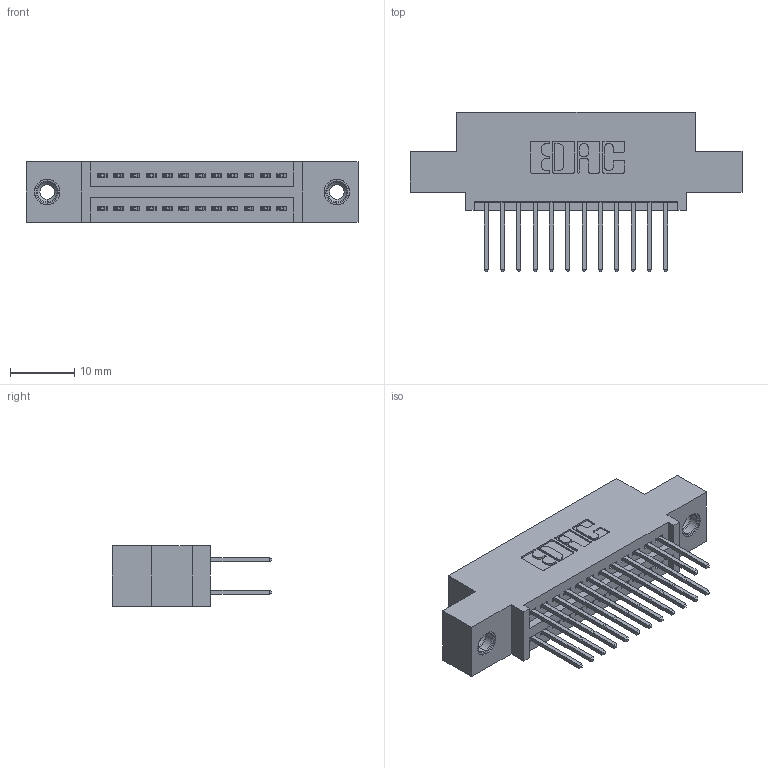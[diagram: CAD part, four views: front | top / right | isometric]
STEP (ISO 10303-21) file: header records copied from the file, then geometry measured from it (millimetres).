
FILE_DESCRIPTION (( 'STEP AP203' ), '1' );
FILE_NAME ('345-024-523-508.STEP', '2019-10-27T16:38:58', ( '' ), ( '' ), 'SwSTEP 2.0', 'SolidWorks 2016', '' );
FILE_SCHEMA (( 'CONFIG_CONTROL_DESIGN' ));
Length unit declared in the file: inch
Products named in the file (4): 345-292-001_345-293-123; 345 Part_0.110 Offset - 0.156 Dia-TI; 345-250-001_345-250-003-102; 345-024-523-508
Assembly tree (27 placements, depth 2):
  345-024-523-508
    345 Part_0.110 Offset - 0.156 Dia-TI
    345-292-001_345-293-123  x24
    345-250-001_345-250-003-102  x2
Bounding box: 51.69 x 24.82 x 9.4 mm (x, y, z)
Volume: 4712 mm3; surface area: 6711 mm2
Topology: 27 solids, 27 shells, 1390 faces, 4065 edges, 2670 vertices
Faces by surface type: plane 908, cylinder 466, cone 12, torus 4
Entity records: 14790 total; most frequent: CARTESIAN_POINT 2491, ORIENTED_EDGE 2418, DIRECTION 2259, EDGE_CURVE 1209, LINE 1009, VECTOR 1009, VERTEX_POINT 800, AXIS2_PLACEMENT_3D 625
